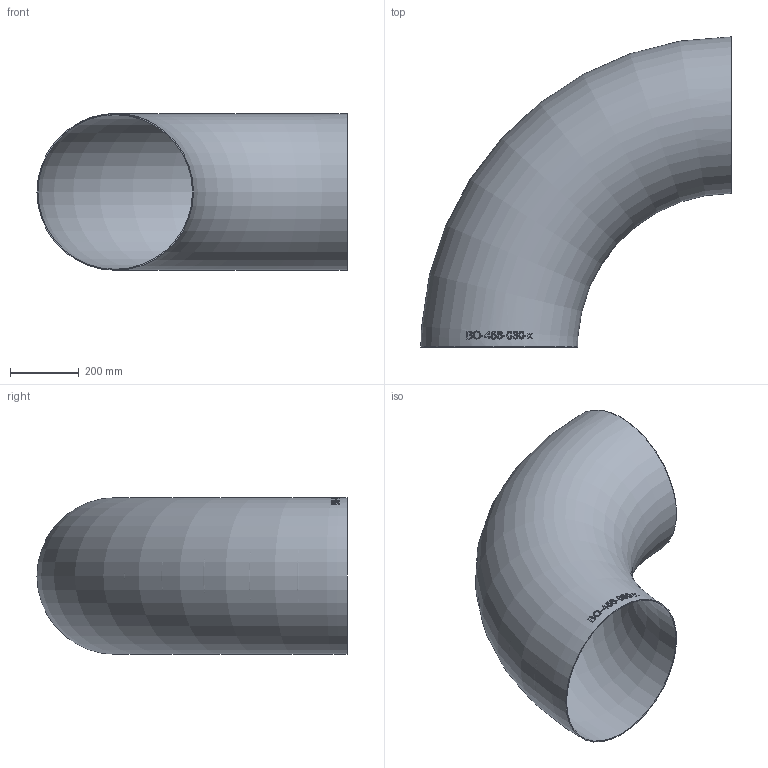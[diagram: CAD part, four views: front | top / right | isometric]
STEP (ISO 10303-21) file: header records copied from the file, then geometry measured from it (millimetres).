
FILE_DESCRIPTION (( 'STEP AP214' ), '1' );
FILE_NAME ('BO-456-030-x Bogen 2005.STEP', '2020-05-01T08:41:56', ( '' ), ( '' ), 'SwSTEP 2.0', 'SolidWorks 2019', '' );
FILE_SCHEMA (( 'AUTOMOTIVE_DESIGN' ));
Length unit declared in the file: millimetre
Products named in the file (1): BO-456-030-x Bogen 2005
Bounding box: 903 x 903 x 456 mm (x, y, z)
Volume: 4526771 mm3; surface area: 3026455.9 mm2
Topology: 1 solids, 1 shells, 161 faces, 424 edges, 283 vertices
Faces by surface type: bspline 137, torus 22, plane 2
Entity records: 37906 total; most frequent: CARTESIAN_POINT 33521, ORIENTED_EDGE 830, EDGE_CURVE 415, B_SPLINE_CURVE_WITH_KNOTS 411, VERTEX_POINT 278, EDGE_LOOP 183, FACE_OUTER_BOUND 162, ADVANCED_FACE 160
